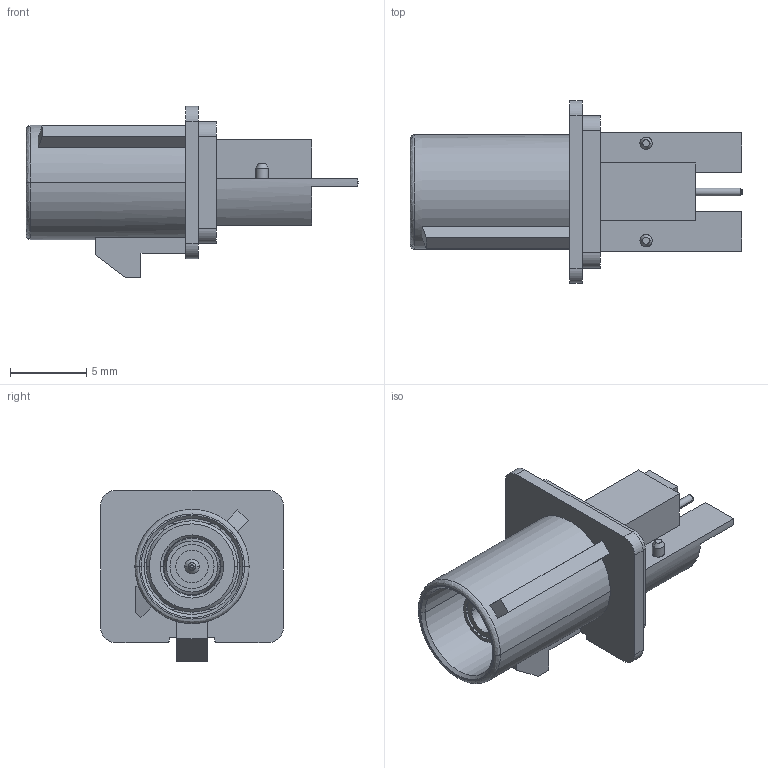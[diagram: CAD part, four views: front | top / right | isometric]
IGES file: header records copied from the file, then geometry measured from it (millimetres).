
Start section:  PTC IGES file: fa1-nzsp-pcb-0.igs
Global section: file name: fa1-nzsp-pcb-0.igs; native system: Pro/ENGINEER by Parametric Technology Corporation; preprocessor: 2008010; author: Administrator; organization: Unknown; date: 20090928.151923; units: millimetre
Bounding box: 21.8 x 12 x 11.25 mm (x, y, z)
Surface area: 1178 mm2 (no closed solid volume)
Topology: 0 solids, 0 shells, 136 faces, 674 edges, 674 vertices
Faces by surface type: bspline 70, revolution 66
